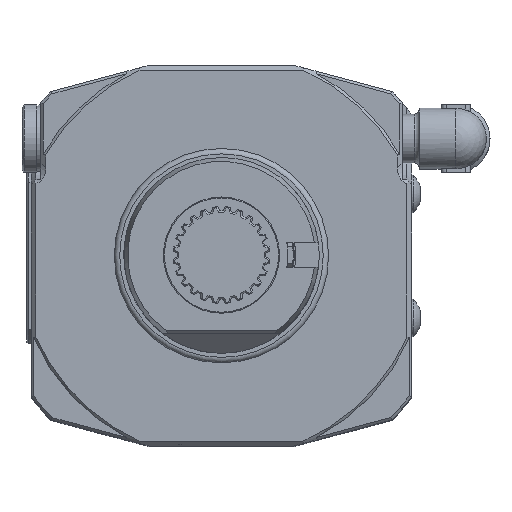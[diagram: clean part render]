
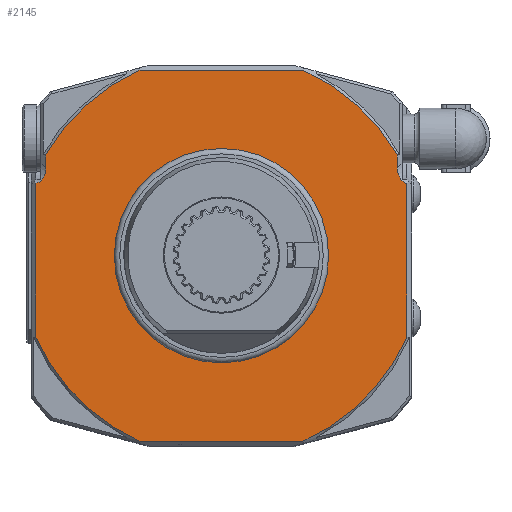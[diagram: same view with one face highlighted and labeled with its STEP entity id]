
A CAD part, top view. The second image highlights one B-rep face of the part: STEP entity #2145.
In plain terms, the highlighted planar face has unit normal (0, 0, 1).
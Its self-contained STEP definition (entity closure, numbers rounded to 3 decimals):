
#347=LINE('',#12727,#974);
#348=LINE('',#12734,#975);
#353=LINE('',#12811,#980);
#375=LINE('',#12900,#1002);
#382=LINE('',#12954,#1009);
#393=LINE('',#13020,#1020);
#974=VECTOR('',#9817,1.);
#975=VECTOR('',#9820,1.);
#980=VECTOR('',#9833,1.);
#1002=VECTOR('',#9905,1.);
#1009=VECTOR('',#9928,1.);
#1020=VECTOR('',#9965,1.);
#1709=FACE_BOUND('',#3398,.T.);
#1710=FACE_BOUND('',#3399,.T.);
#1818=B_SPLINE_CURVE_WITH_KNOTS('',3,(#12697,#12698,#12699,#12700,#12701,
#12702,#12703,#12704,#12705,#12706,#12707,#12708,#12709),.UNSPECIFIED.,
 .F.,.F.,(4,3,3,3,4),(0.,0.329,0.588,0.849,
1.),.UNSPECIFIED.);
#1823=B_SPLINE_CURVE_WITH_KNOTS('',3,(#12746,#12747,#12748,#12749,#12750,
#12751,#12752,#12753,#12754,#12755,#12756,#12757,#12758),.UNSPECIFIED.,
 .F.,.F.,(4,3,3,3,4),(0.,0.257,0.516,0.761,
1.),.UNSPECIFIED.);
#2145=ADVANCED_FACE('',(#1709,#1710),#2541,.T.);
#2541=PLANE('',#8733);
#3398=EDGE_LOOP('',(#4536));
#3399=EDGE_LOOP('',(#4537,#4538,#4539,#4540,#4541,#4542,#4543,#4544,#4545,
#4546,#4547,#4548));
#4536=ORIENTED_EDGE('',*,*,#7338,.T.);
#4537=ORIENTED_EDGE('',*,*,#7255,.F.);
#4538=ORIENTED_EDGE('',*,*,#7275,.T.);
#4539=ORIENTED_EDGE('',*,*,#7189,.T.);
#4540=ORIENTED_EDGE('',*,*,#7186,.T.);
#4541=ORIENTED_EDGE('',*,*,#7196,.F.);
#4542=ORIENTED_EDGE('',*,*,#7201,.T.);
#4543=ORIENTED_EDGE('',*,*,#7202,.F.);
#4544=ORIENTED_EDGE('',*,*,#7184,.T.);
#4545=ORIENTED_EDGE('',*,*,#7182,.T.);
#4546=ORIENTED_EDGE('',*,*,#7237,.T.);
#4547=ORIENTED_EDGE('',*,*,#7246,.F.);
#4548=ORIENTED_EDGE('',*,*,#7253,.T.);
#6325=VERTEX_POINT('',#12696);
#6326=VERTEX_POINT('',#12710);
#6327=VERTEX_POINT('',#12728);
#6328=VERTEX_POINT('',#12735);
#6329=VERTEX_POINT('',#12736);
#6330=VERTEX_POINT('',#12759);
#6334=VERTEX_POINT('',#12797);
#6338=VERTEX_POINT('',#12810);
#6356=VERTEX_POINT('',#12899);
#6362=VERTEX_POINT('',#12932);
#6367=VERTEX_POINT('',#12953);
#6368=VERTEX_POINT('',#12960);
#6416=VERTEX_POINT('',#13187);
#7182=EDGE_CURVE('',#6326,#6325,#1818,.T.);
#7184=EDGE_CURVE('',#6327,#6326,#347,.T.);
#7186=EDGE_CURVE('',#6328,#6329,#348,.T.);
#7189=EDGE_CURVE('',#6330,#6328,#1823,.T.);
#7196=EDGE_CURVE('',#6334,#6329,#8202,.T.);
#7201=EDGE_CURVE('',#6334,#6338,#353,.T.);
#7202=EDGE_CURVE('',#6327,#6338,#8203,.T.);
#7237=EDGE_CURVE('',#6325,#6356,#375,.T.);
#7246=EDGE_CURVE('',#6362,#6356,#8209,.T.);
#7253=EDGE_CURVE('',#6362,#6367,#382,.T.);
#7255=EDGE_CURVE('',#6368,#6367,#8210,.T.);
#7275=EDGE_CURVE('',#6368,#6330,#393,.T.);
#7338=EDGE_CURVE('',#6416,#6416,#8230,.T.);
#8202=CIRCLE('',#8626,41.5);
#8203=CIRCLE('',#8629,41.5);
#8209=CIRCLE('',#8659,41.5);
#8210=CIRCLE('',#8662,41.5);
#8230=CIRCLE('',#8732,21.699);
#8626=AXIS2_PLACEMENT_3D('',#12798,#9826,#9827);
#8629=AXIS2_PLACEMENT_3D('',#12813,#9836,#9837);
#8659=AXIS2_PLACEMENT_3D('',#12931,#9921,#9922);
#8662=AXIS2_PLACEMENT_3D('',#12961,#9931,#9932);
#8732=AXIS2_PLACEMENT_3D('',#13186,#10115,#10116);
#8733=AXIS2_PLACEMENT_3D('',#13188,#10117,#10118);
#9817=DIRECTION('',(0.,-1.,0.));
#9820=DIRECTION('',(0.,1.,0.));
#9826=DIRECTION('',(0.,0.,-1.));
#9827=DIRECTION('',(0.,-1.,0.));
#9833=DIRECTION('',(-1.,0.,0.));
#9836=DIRECTION('',(0.,0.,-1.));
#9837=DIRECTION('',(0.,-1.,0.));
#9905=DIRECTION('',(0.,-1.,0.));
#9921=DIRECTION('',(0.,0.,-1.));
#9922=DIRECTION('',(0.,-1.,0.));
#9928=DIRECTION('',(1.,0.,0.));
#9931=DIRECTION('',(0.,0.,-1.));
#9932=DIRECTION('',(0.,-1.,0.));
#9965=DIRECTION('',(0.,1.,0.));
#10115=DIRECTION('',(0.,0.,-1.));
#10116=DIRECTION('',(0.,-1.,0.));
#10117=DIRECTION('',(0.,0.,1.));
#10118=DIRECTION('',(0.,-1.,0.));
#12696=CARTESIAN_POINT('',(-38.,14.735,0.));
#12697=CARTESIAN_POINT('',(-36.,17.984,0.));
#12698=CARTESIAN_POINT('',(-36.,17.54,0.));
#12699=CARTESIAN_POINT('',(-36.059,17.088,0.));
#12700=CARTESIAN_POINT('',(-36.196,16.666,0.));
#12701=CARTESIAN_POINT('',(-36.305,16.333,0.));
#12702=CARTESIAN_POINT('',(-36.466,16.012,0.));
#12703=CARTESIAN_POINT('',(-36.676,15.732,0.));
#12704=CARTESIAN_POINT('',(-36.887,15.451,0.));
#12705=CARTESIAN_POINT('',(-37.153,15.206,0.));
#12706=CARTESIAN_POINT('',(-37.449,15.017,0.));
#12707=CARTESIAN_POINT('',(-37.622,14.905,0.));
#12708=CARTESIAN_POINT('',(-37.808,14.811,0.));
#12709=CARTESIAN_POINT('',(-38.,14.735,0.));
#12710=CARTESIAN_POINT('',(-36.,17.984,0.));
#12727=CARTESIAN_POINT('',(-36.,-41.5,0.));
#12728=CARTESIAN_POINT('',(-36.,20.646,0.));
#12734=CARTESIAN_POINT('',(36.,-41.5,0.));
#12735=CARTESIAN_POINT('',(36.,17.984,0.));
#12736=CARTESIAN_POINT('',(36.,20.646,0.));
#12746=CARTESIAN_POINT('',(38.,14.735,0.));
#12747=CARTESIAN_POINT('',(37.677,14.863,0.));
#12748=CARTESIAN_POINT('',(37.37,15.044,0.));
#12749=CARTESIAN_POINT('',(37.106,15.271,0.));
#12750=CARTESIAN_POINT('',(36.842,15.499,0.));
#12751=CARTESIAN_POINT('',(36.617,15.779,0.));
#12752=CARTESIAN_POINT('',(36.448,16.084,0.));
#12753=CARTESIAN_POINT('',(36.288,16.374,0.));
#12754=CARTESIAN_POINT('',(36.173,16.692,0.));
#12755=CARTESIAN_POINT('',(36.101,17.016,0.));
#12756=CARTESIAN_POINT('',(36.031,17.333,0.));
#12757=CARTESIAN_POINT('',(36.,17.66,0.));
#12758=CARTESIAN_POINT('',(36.,17.984,0.));
#12759=CARTESIAN_POINT('',(38.,14.735,0.));
#12797=CARTESIAN_POINT('',(16.681,38.,0.));
#12798=CARTESIAN_POINT('',(0.,0.,0.));
#12810=CARTESIAN_POINT('',(-16.681,38.,0.));
#12811=CARTESIAN_POINT('',(0.,38.,0.));
#12813=CARTESIAN_POINT('',(0.,0.,0.));
#12899=CARTESIAN_POINT('',(-38.,-16.681,0.));
#12900=CARTESIAN_POINT('',(-38.,-41.5,0.));
#12931=CARTESIAN_POINT('',(0.,0.,0.));
#12932=CARTESIAN_POINT('',(-16.681,-38.,0.));
#12953=CARTESIAN_POINT('',(16.681,-38.,0.));
#12954=CARTESIAN_POINT('',(0.,-38.,0.));
#12960=CARTESIAN_POINT('',(38.,-16.681,0.));
#12961=CARTESIAN_POINT('',(0.,0.,0.));
#13020=CARTESIAN_POINT('',(38.,-41.5,0.));
#13186=CARTESIAN_POINT('',(0.,0.,
0.));
#13187=CARTESIAN_POINT('',(0.,-21.699,0.));
#13188=CARTESIAN_POINT('',(0.,-41.5,0.));
